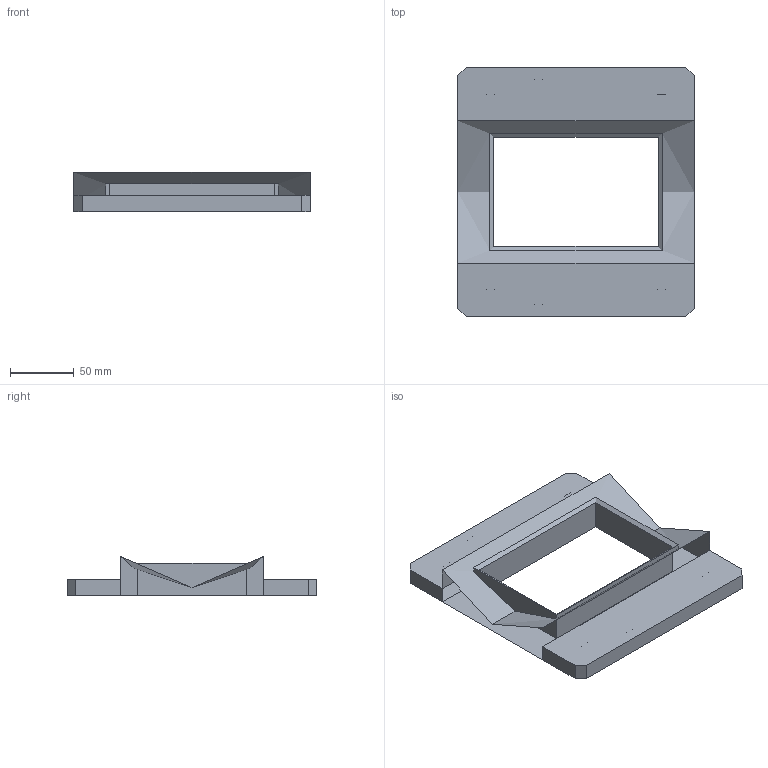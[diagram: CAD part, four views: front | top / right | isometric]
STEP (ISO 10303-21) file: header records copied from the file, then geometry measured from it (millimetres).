
FILE_DESCRIPTION(/* description */ (''),/* implementation_level */ '2;1');
FILE_NAME(/* name */ '9 - Mount Plate - Inlet Side',/* time_stamp */ '2024-01-12T11:41:20-06:00',/* author */ (''),/* organization */ (''),/* preprocessor_version */ 'ST-DEVELOPER v16.5',/* originating_system */ 'Rhino 7.34',/* authorisation */ '');
FILE_SCHEMA (('CONFIG_CONTROL_DESIGN'));
Length unit declared in the file: inch
Products named in the file (1): Document
Bounding box: 185.34 x 195.93 x 30.79 mm (x, y, z)
Topology: 0 solids, 3 shells, 56 faces, 148 edges, 97 vertices
Faces by surface type: plane 37, cylinder 19
Entity records: 1670 total; most frequent: CARTESIAN_POINT 560, ORIENTED_EDGE 304, EDGE_CURVE 152, VERTEX_POINT 100, B_SPLINE_CURVE_WITH_KNOTS 92, EDGE_LOOP 72, DIRECTION 60, AXIS2_PLACEMENT_3D 58
